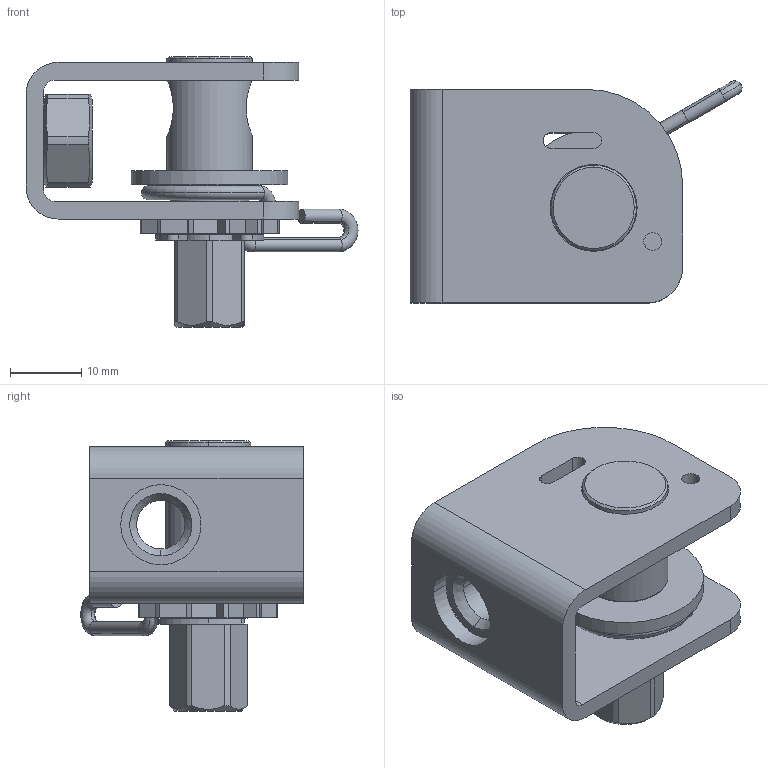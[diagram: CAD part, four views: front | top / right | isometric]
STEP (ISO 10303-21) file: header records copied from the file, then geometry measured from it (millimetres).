
FILE_DESCRIPTION(('STEP AP242'),'1');
FILE_NAME('xy2cz213.stp','2019-11-18T11:58:00',('TraceParts'),('TraceParts S.A.'),'Spatial InterOp 3D',' ',' ');
FILE_SCHEMA(('AP242_MANAGED_MODEL_BASED_3D_ENGINEERING_MIM_LF {1 0 10303 442 1 1 4}'));
Length unit declared in the file: millimetre
Products named in the file (1): xy2cz213_1
Bounding box: 46.64 x 31.25 x 38 mm (x, y, z)
Volume: 10914.2 mm3; surface area: 9906.5 mm2
Topology: 7 solids, 7 shells, 225 faces, 596 edges, 386 vertices
Faces by surface type: cylinder 96, plane 89, cone 20, torus 20
Entity records: 7349 total; most frequent: CARTESIAN_POINT 1488, DIRECTION 1300, ORIENTED_EDGE 1192, EDGE_CURVE 596, AXIS2_PLACEMENT_3D 498, VERTEX_POINT 386, LINE 304, VECTOR 304
